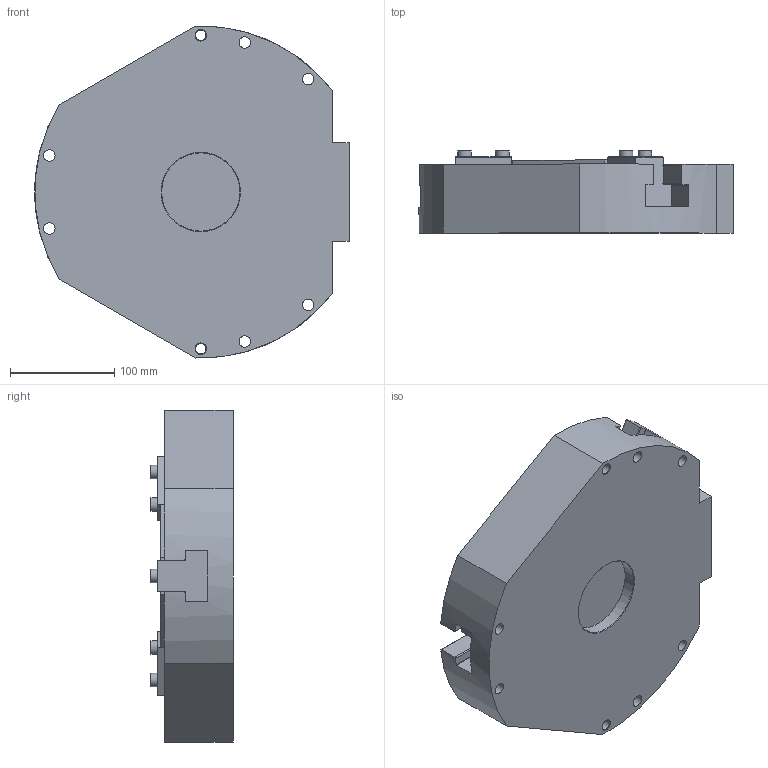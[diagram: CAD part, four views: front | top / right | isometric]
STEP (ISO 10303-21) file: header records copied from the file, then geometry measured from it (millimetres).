
FILE_DESCRIPTION(/* description */ (''),/* implementation_level */ '2;1');
FILE_NAME(/* name */ 'MCL 50 ID.stp',/* time_stamp */ '2017-12-19T15:38:14+01:00',/* author */ ('Tecnico'),/* organization */ (''),/* preprocessor_version */ 'ST-DEVELOPER v16.13',/* originating_system */ 'Autodesk Inventor 2018',/* authorisation */ '');
FILE_SCHEMA (('AUTOMOTIVE_DESIGN { 1 0 10303 214 3 1 1 }'));
Length unit declared in the file: millimetre
Products named in the file (3): MCL 50 ID; Corpo; Griffa
Assembly tree (4 placements, depth 2):
  MCL 50 ID
    Corpo
    Griffa  x3
Bounding box: 300.8 x 79 x 317.86 mm (x, y, z)
Volume: 4527892.8 mm3; surface area: 382191.4 mm2
Topology: 4 solids, 4 shells, 256 faces, 638 edges, 405 vertices
Faces by surface type: plane 164, cylinder 62, cone 24, torus 6
Full cylindrical faces by diameter (mm): 6.647 x9, 8.566 x2, 10 x10, 11 x8, 11.445 x2, 13 x6, 17 x6, 70 x1, 75 x1
Entity records: 5196 total; most frequent: CARTESIAN_POINT 1049, DIRECTION 842, ORIENTED_EDGE 768, EDGE_CURVE 384, AXIS2_PLACEMENT_3D 305, VERTEX_POINT 272, EDGE_LOOP 244, LINE 232
